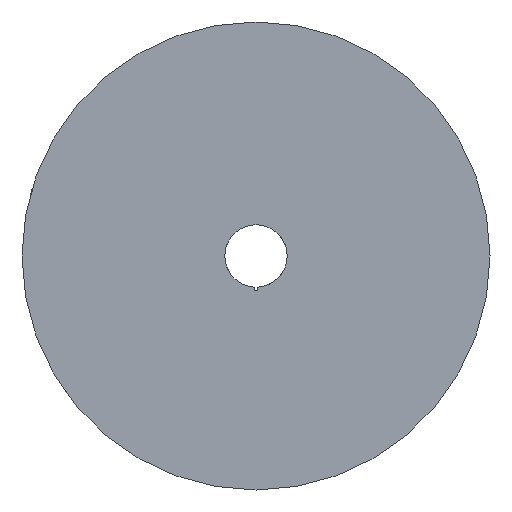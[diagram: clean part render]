
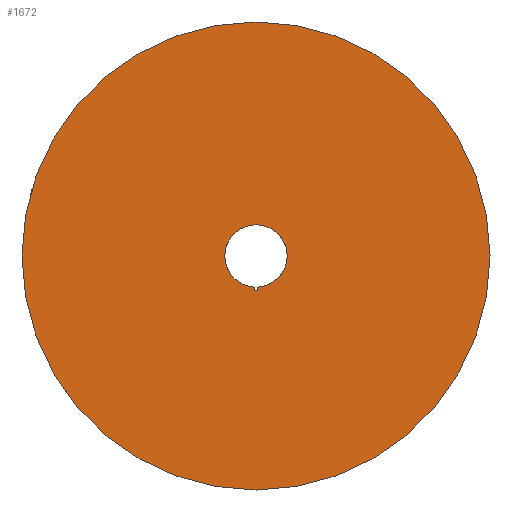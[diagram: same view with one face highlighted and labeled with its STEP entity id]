
A CAD part, front view. The second image highlights one B-rep face of the part: STEP entity #1672.
In plain terms, the highlighted planar face has unit normal (0, -1, 0).
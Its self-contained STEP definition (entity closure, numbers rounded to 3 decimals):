
#69 = DIRECTION ( 'NONE',  ( 0., 0., 1. ) ) ;
#540 = AXIS2_PLACEMENT_3D ( 'NONE', #2329, #2491, #1068 ) ;
#592 = EDGE_CURVE ( 'NONE', #2809, #3426, #2162, .T. ) ;
#653 = CIRCLE ( 'NONE', #2766, 20. ) ;
#766 = CARTESIAN_POINT ( 'NONE',  ( 0., 0., -150. ) ) ;
#923 = CARTESIAN_POINT ( 'NONE',  ( 0., 0., -22. ) ) ;
#929 = CARTESIAN_POINT ( 'NONE',  ( 1., 0., -22. ) ) ;
#1015 = EDGE_CURVE ( 'NONE', #3426, #2809, #2236, .T. ) ;
#1068 = DIRECTION ( 'NONE',  ( 0., 0., 1. ) ) ;
#1099 = VERTEX_POINT ( 'NONE', #1350 ) ;
#1161 = LINE ( 'NONE', #923, #3535 ) ;
#1231 = DIRECTION ( 'NONE',  ( 1., 0., 0. ) ) ;
#1238 = ORIENTED_EDGE ( 'NONE', *, *, #1459, .F. ) ;
#1286 = PLANE ( 'NONE',  #3056 ) ;
#1300 = DIRECTION ( 'NONE',  ( 0., 0., 1. ) ) ;
#1326 = FACE_OUTER_BOUND ( 'NONE', #3443, .T. ) ;
#1350 = CARTESIAN_POINT ( 'NONE',  ( -1., 0., -22. ) ) ;
#1411 = CARTESIAN_POINT ( 'NONE',  ( 0., 0., 0. ) ) ;
#1459 = EDGE_CURVE ( 'NONE', #2511, #2039, #2749, .T. ) ;
#1471 = FACE_BOUND ( 'NONE', #2227, .T. ) ;
#1566 = CARTESIAN_POINT ( 'NONE',  ( 0., 0., 0. ) ) ;
#1672 = ADVANCED_FACE ( 'NONE', ( #1471, #1326 ), #1286, .F. ) ;
#1695 = CARTESIAN_POINT ( 'NONE',  ( -1., 0., -19.975 ) ) ;
#1709 = DIRECTION ( 'NONE',  ( 0., 0., 1. ) ) ;
#1799 = VECTOR ( 'NONE', #1300, 1000. ) ;
#2039 = VERTEX_POINT ( 'NONE', #3205 ) ;
#2091 = ORIENTED_EDGE ( 'NONE', *, *, #1015, .F. ) ;
#2096 = DIRECTION ( 'NONE',  ( 0., 0., 1. ) ) ;
#2162 = CIRCLE ( 'NONE', #540, 150. ) ;
#2173 = VERTEX_POINT ( 'NONE', #1695 ) ;
#2227 = EDGE_LOOP ( 'NONE', ( #3518, #1238, #3137, #3339 ) ) ;
#2236 = CIRCLE ( 'NONE', #2702, 150. ) ;
#2329 = CARTESIAN_POINT ( 'NONE',  ( 0., 0., 0. ) ) ;
#2359 = DIRECTION ( 'NONE',  ( 0., 1., 0. ) ) ;
#2372 = LINE ( 'NONE', #3195, #2593 ) ;
#2463 = EDGE_CURVE ( 'NONE', #1099, #2173, #2372, .T. ) ;
#2484 = DIRECTION ( 'NONE',  ( 0., 0., 1. ) ) ;
#2491 = DIRECTION ( 'NONE',  ( 0., 1., 0. ) ) ;
#2511 = VERTEX_POINT ( 'NONE', #929 ) ;
#2558 = EDGE_CURVE ( 'NONE', #2173, #2039, #653, .T. ) ;
#2567 = DIRECTION ( 'NONE',  ( 0., 1., 0. ) ) ;
#2593 = VECTOR ( 'NONE', #2096, 1000. ) ;
#2658 = CARTESIAN_POINT ( 'NONE',  ( 0., 0., 0. ) ) ;
#2702 = AXIS2_PLACEMENT_3D ( 'NONE', #1411, #2567, #1709 ) ;
#2749 = LINE ( 'NONE', #3606, #1799 ) ;
#2766 = AXIS2_PLACEMENT_3D ( 'NONE', #2658, #2359, #69 ) ;
#2775 = DIRECTION ( 'NONE',  ( 0., 1., 0. ) ) ;
#2809 = VERTEX_POINT ( 'NONE', #3542 ) ;
#3056 = AXIS2_PLACEMENT_3D ( 'NONE', #1566, #2775, #2484 ) ;
#3137 = ORIENTED_EDGE ( 'NONE', *, *, #3705, .F. ) ;
#3195 = CARTESIAN_POINT ( 'NONE',  ( -1., 0., 0. ) ) ;
#3205 = CARTESIAN_POINT ( 'NONE',  ( 1., 0., -19.975 ) ) ;
#3339 = ORIENTED_EDGE ( 'NONE', *, *, #2463, .T. ) ;
#3426 = VERTEX_POINT ( 'NONE', #766 ) ;
#3443 = EDGE_LOOP ( 'NONE', ( #2091, #3603 ) ) ;
#3518 = ORIENTED_EDGE ( 'NONE', *, *, #2558, .T. ) ;
#3535 = VECTOR ( 'NONE', #1231, 1000. ) ;
#3542 = CARTESIAN_POINT ( 'NONE',  ( 0., 0., 150. ) ) ;
#3603 = ORIENTED_EDGE ( 'NONE', *, *, #592, .F. ) ;
#3606 = CARTESIAN_POINT ( 'NONE',  ( 1., 0., 0. ) ) ;
#3705 = EDGE_CURVE ( 'NONE', #1099, #2511, #1161, .T. ) ;
